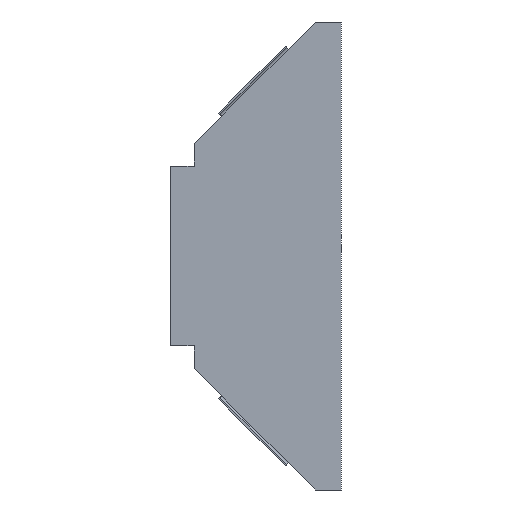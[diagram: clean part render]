
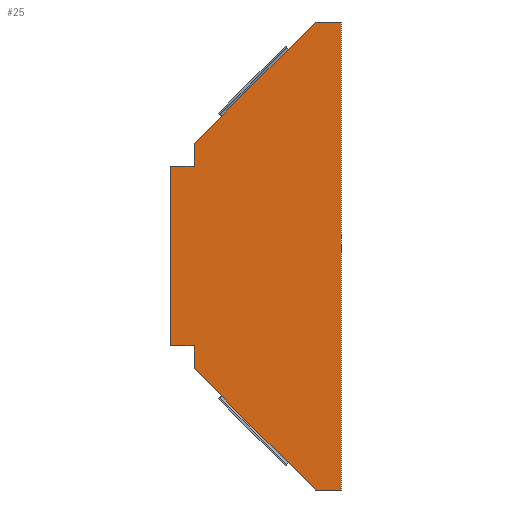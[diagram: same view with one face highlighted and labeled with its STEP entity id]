
A CAD part, front view. The second image highlights one B-rep face of the part: STEP entity #25.
In plain terms, the highlighted planar face has unit normal (0, -1, 0).
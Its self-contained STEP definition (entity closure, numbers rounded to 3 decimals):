
#7 = VECTOR ( 'NONE', #664, 1000. ) ;
#10 = CARTESIAN_POINT ( 'NONE',  ( 61.3, -0.75, -99. ) ) ;
#22 = CARTESIAN_POINT ( 'NONE',  ( 49.792, -0.75, -87.492 ) ) ;
#25 = ADVANCED_FACE ( 'NONE', ( #50 ), #397, .T. ) ;
#30 = VERTEX_POINT ( 'NONE', #980 ) ;
#39 = VECTOR ( 'NONE', #450, 1000. ) ;
#43 = LINE ( 'NONE', #455, #39 ) ;
#50 = FACE_OUTER_BOUND ( 'NONE', #963, .T. ) ;
#55 = DIRECTION ( 'NONE',  ( 0., -1., 0. ) ) ;
#59 = EDGE_CURVE ( 'NONE', #1059, #1027, #718, .T. ) ;
#67 = CARTESIAN_POINT ( 'NONE',  ( 49.792, -0.75, -87.492 ) ) ;
#70 = CARTESIAN_POINT ( 'NONE',  ( 72.3, -0.75, 99. ) ) ;
#80 = CARTESIAN_POINT ( 'NONE',  ( 61.3, -0.75, 99. ) ) ;
#108 = ORIENTED_EDGE ( 'NONE', *, *, #789, .T. ) ;
#125 = CARTESIAN_POINT ( 'NONE',  ( 10., -0.75, 47.7 ) ) ;
#131 = VERTEX_POINT ( 'NONE', #67 ) ;
#132 = DIRECTION ( 'NONE',  ( 0., 0., -1. ) ) ;
#152 = CARTESIAN_POINT ( 'NONE',  ( 0., -0.75, 38. ) ) ;
#160 = VECTOR ( 'NONE', #132, 1000. ) ;
#163 = CARTESIAN_POINT ( 'NONE',  ( 61.3, -0.75, -99. ) ) ;
#172 = ORIENTED_EDGE ( 'NONE', *, *, #1046, .F. ) ;
#176 = EDGE_CURVE ( 'NONE', #888, #1059, #582, .T. ) ;
#183 = AXIS2_PLACEMENT_3D ( 'NONE', #990, #55, #983 ) ;
#197 = CARTESIAN_POINT ( 'NONE',  ( 21.508, -0.75, 59.208 ) ) ;
#227 = CARTESIAN_POINT ( 'NONE',  ( 49.792, -0.75, 87.492 ) ) ;
#259 = VECTOR ( 'NONE', #1005, 1000. ) ;
#262 = EDGE_CURVE ( 'NONE', #30, #1093, #1047, .T. ) ;
#273 = DIRECTION ( 'NONE',  ( -1., 0., 0. ) ) ;
#278 = VECTOR ( 'NONE', #631, 1000. ) ;
#280 = VERTEX_POINT ( 'NONE', #872 ) ;
#282 = EDGE_CURVE ( 'NONE', #131, #448, #699, .T. ) ;
#283 = DIRECTION ( 'NONE',  ( -1., 0., 0. ) ) ;
#285 = LINE ( 'NONE', #558, #440 ) ;
#287 = CARTESIAN_POINT ( 'NONE',  ( 72.3, -0.75, -99. ) ) ;
#294 = DIRECTION ( 'NONE',  ( 0., 0., -1. ) ) ;
#306 = CARTESIAN_POINT ( 'NONE',  ( 10., -0.75, -47.7 ) ) ;
#321 = ORIENTED_EDGE ( 'NONE', *, *, #654, .T. ) ;
#326 = VECTOR ( 'NONE', #627, 1000. ) ;
#334 = CARTESIAN_POINT ( 'NONE',  ( 0., -0.75, -38. ) ) ;
#351 = EDGE_CURVE ( 'NONE', #1093, #919, #1070, .T. ) ;
#369 = VERTEX_POINT ( 'NONE', #306 ) ;
#370 = VECTOR ( 'NONE', #294, 1000. ) ;
#397 = PLANE ( 'NONE',  #183 ) ;
#419 = CARTESIAN_POINT ( 'NONE',  ( 49.792, -0.75, 87.492 ) ) ;
#432 = ORIENTED_EDGE ( 'NONE', *, *, #351, .F. ) ;
#440 = VECTOR ( 'NONE', #1073, 1000. ) ;
#447 = CARTESIAN_POINT ( 'NONE',  ( 0., -0.75, -38. ) ) ;
#448 = VERTEX_POINT ( 'NONE', #542 ) ;
#450 = DIRECTION ( 'NONE',  ( -0.707, 0., 0.707 ) ) ;
#453 = ORIENTED_EDGE ( 'NONE', *, *, #282, .F. ) ;
#455 = CARTESIAN_POINT ( 'NONE',  ( 61.3, -0.75, -99. ) ) ;
#456 = EDGE_CURVE ( 'NONE', #280, #919, #581, .T. ) ;
#467 = CARTESIAN_POINT ( 'NONE',  ( 10., -0.75, 0. ) ) ;
#470 = CARTESIAN_POINT ( 'NONE',  ( 72.3, -0.75, -99. ) ) ;
#497 = VECTOR ( 'NONE', #1052, 1000. ) ;
#499 = VECTOR ( 'NONE', #751, 1000. ) ;
#503 = EDGE_CURVE ( 'NONE', #448, #369, #564, .T. ) ;
#514 = VECTOR ( 'NONE', #283, 1000. ) ;
#527 = ORIENTED_EDGE ( 'NONE', *, *, #750, .F. ) ;
#542 = CARTESIAN_POINT ( 'NONE',  ( 21.508, -0.75, -59.208 ) ) ;
#545 = VERTEX_POINT ( 'NONE', #70 ) ;
#558 = CARTESIAN_POINT ( 'NONE',  ( 10., -0.75, 0. ) ) ;
#564 = LINE ( 'NONE', #163, #259 ) ;
#581 = LINE ( 'NONE', #152, #499 ) ;
#582 = LINE ( 'NONE', #419, #1064 ) ;
#588 = CARTESIAN_POINT ( 'NONE',  ( 72.3, -0.75, 99. ) ) ;
#626 = CARTESIAN_POINT ( 'NONE',  ( 0., -0.75, -41. ) ) ;
#627 = DIRECTION ( 'NONE',  ( -0.707, 0., -0.707 ) ) ;
#631 = DIRECTION ( 'NONE',  ( 0., 0., 1. ) ) ;
#654 = EDGE_CURVE ( 'NONE', #545, #1039, #939, .T. ) ;
#664 = DIRECTION ( 'NONE',  ( -0.707, 0., -0.707 ) ) ;
#670 = ORIENTED_EDGE ( 'NONE', *, *, #176, .T. ) ;
#685 = ORIENTED_EDGE ( 'NONE', *, *, #262, .F. ) ;
#695 = VERTEX_POINT ( 'NONE', #287 ) ;
#699 = LINE ( 'NONE', #22, #497 ) ;
#700 = ORIENTED_EDGE ( 'NONE', *, *, #799, .F. ) ;
#705 = LINE ( 'NONE', #1060, #370 ) ;
#718 = LINE ( 'NONE', #909, #326 ) ;
#735 = VECTOR ( 'NONE', #273, 1000. ) ;
#750 = EDGE_CURVE ( 'NONE', #695, #971, #972, .T. ) ;
#751 = DIRECTION ( 'NONE',  ( -1., 0., 0. ) ) ;
#753 = VECTOR ( 'NONE', #889, 1000. ) ;
#787 = ORIENTED_EDGE ( 'NONE', *, *, #1094, .T. ) ;
#789 = EDGE_CURVE ( 'NONE', #1027, #280, #879, .T. ) ;
#799 = EDGE_CURVE ( 'NONE', #971, #131, #43, .T. ) ;
#803 = ORIENTED_EDGE ( 'NONE', *, *, #59, .T. ) ;
#826 = LINE ( 'NONE', #80, #7 ) ;
#832 = EDGE_CURVE ( 'NONE', #545, #695, #705, .T. ) ;
#872 = CARTESIAN_POINT ( 'NONE',  ( 10., -0.75, 38. ) ) ;
#873 = ORIENTED_EDGE ( 'NONE', *, *, #503, .F. ) ;
#879 = LINE ( 'NONE', #467, #160 ) ;
#888 = VERTEX_POINT ( 'NONE', #227 ) ;
#889 = DIRECTION ( 'NONE',  ( -1., 0., 0. ) ) ;
#909 = CARTESIAN_POINT ( 'NONE',  ( 61.3, -0.75, 99. ) ) ;
#919 = VERTEX_POINT ( 'NONE', #995 ) ;
#930 = DIRECTION ( 'NONE',  ( -0.707, 0., -0.707 ) ) ;
#939 = LINE ( 'NONE', #588, #735 ) ;
#944 = ORIENTED_EDGE ( 'NONE', *, *, #832, .F. ) ;
#963 = EDGE_LOOP ( 'NONE', ( #172, #873, #453, #700, #527, #944, #321, #787, #670, #803, #108, #977, #432, #685 ) ) ;
#971 = VERTEX_POINT ( 'NONE', #10 ) ;
#972 = LINE ( 'NONE', #470, #753 ) ;
#977 = ORIENTED_EDGE ( 'NONE', *, *, #456, .T. ) ;
#980 = CARTESIAN_POINT ( 'NONE',  ( 10., -0.75, -38. ) ) ;
#983 = DIRECTION ( 'NONE',  ( 0., 0., -1. ) ) ;
#990 = CARTESIAN_POINT ( 'NONE',  ( 0., -0.75, 0. ) ) ;
#995 = CARTESIAN_POINT ( 'NONE',  ( 0., -0.75, 38. ) ) ;
#1005 = DIRECTION ( 'NONE',  ( -0.707, 0., 0.707 ) ) ;
#1027 = VERTEX_POINT ( 'NONE', #125 ) ;
#1039 = VERTEX_POINT ( 'NONE', #1058 ) ;
#1046 = EDGE_CURVE ( 'NONE', #369, #30, #285, .T. ) ;
#1047 = LINE ( 'NONE', #447, #514 ) ;
#1052 = DIRECTION ( 'NONE',  ( -0.707, 0., 0.707 ) ) ;
#1058 = CARTESIAN_POINT ( 'NONE',  ( 61.3, -0.75, 99. ) ) ;
#1059 = VERTEX_POINT ( 'NONE', #197 ) ;
#1060 = CARTESIAN_POINT ( 'NONE',  ( 72.3, -0.75, -99. ) ) ;
#1064 = VECTOR ( 'NONE', #930, 1000. ) ;
#1070 = LINE ( 'NONE', #626, #278 ) ;
#1073 = DIRECTION ( 'NONE',  ( 0., 0., 1. ) ) ;
#1093 = VERTEX_POINT ( 'NONE', #334 ) ;
#1094 = EDGE_CURVE ( 'NONE', #1039, #888, #826, .T. ) ;
